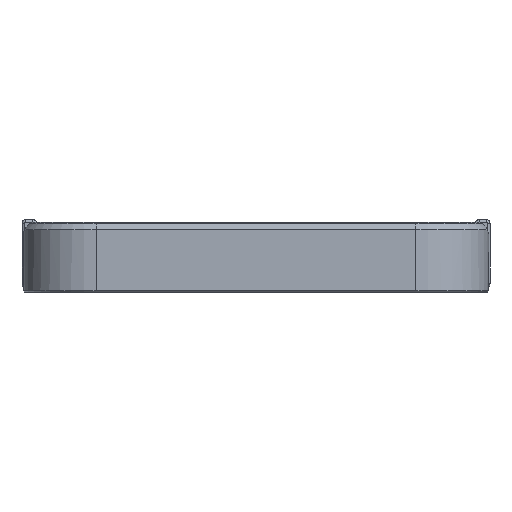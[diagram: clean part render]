
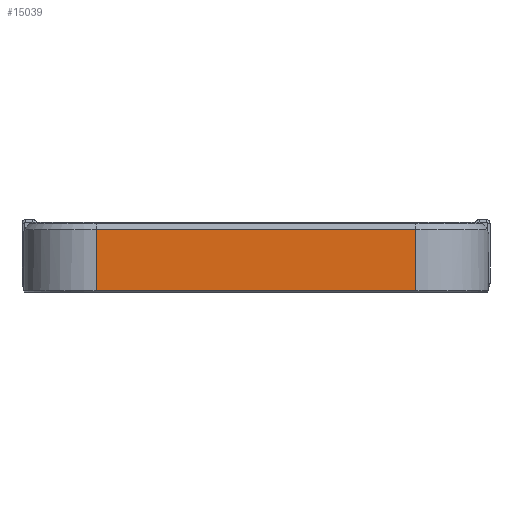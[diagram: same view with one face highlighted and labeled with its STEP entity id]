
A CAD part, front view. The second image highlights one B-rep face of the part: STEP entity #15039.
In plain terms, the highlighted planar face has unit normal (0, -1, 0).
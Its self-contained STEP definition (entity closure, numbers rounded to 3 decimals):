
#1359=FACE_OUTER_BOUND('',#2225,.T.);
#2225=EDGE_LOOP('',(#12689,#12690,#12691,#12692));
#3766=LINE('',#23774,#5483);
#3892=LINE('',#24140,#5609);
#3957=LINE('',#24783,#5674);
#3970=LINE('',#24814,#5687);
#5483=VECTOR('',#18753,10.);
#5609=VECTOR('',#19125,10.);
#5674=VECTOR('',#19384,10.);
#5687=VECTOR('',#19421,10.);
#6953=VERTEX_POINT('',#23768);
#6954=VERTEX_POINT('',#23772);
#7021=VERTEX_POINT('',#24138);
#7076=VERTEX_POINT('',#24775);
#8778=EDGE_CURVE('',#6954,#6953,#3766,.T.);
#8927=EDGE_CURVE('',#6954,#7021,#3892,.T.);
#9034=EDGE_CURVE('',#6953,#7076,#3957,.T.);
#9050=EDGE_CURVE('',#7076,#7021,#3970,.T.);
#12689=ORIENTED_EDGE('',*,*,#8778,.F.);
#12690=ORIENTED_EDGE('',*,*,#8927,.T.);
#12691=ORIENTED_EDGE('',*,*,#9050,.F.);
#12692=ORIENTED_EDGE('',*,*,#9034,.F.);
#14431=PLANE('',#16050);
#15039=ADVANCED_FACE('',(#1359),#14431,.T.);
#16050=AXIS2_PLACEMENT_3D('',#24815,#19422,#19423);
#18753=DIRECTION('',(-1.,0.,0.));
#19125=DIRECTION('',(0.,0.,1.));
#19384=DIRECTION('',(0.,0.,1.));
#19421=DIRECTION('',(1.,0.,0.));
#19422=DIRECTION('center_axis',(0.,-1.,0.));
#19423=DIRECTION('ref_axis',(-1.,0.,0.));
#23768=CARTESIAN_POINT('',(-44.,-50.,-1.55));
#23772=CARTESIAN_POINT('',(44.,-50.,-1.55));
#23774=CARTESIAN_POINT('',(22.,-50.,-1.55));
#24138=CARTESIAN_POINT('',(44.,-50.,15.3));
#24140=CARTESIAN_POINT('',(44.,-50.,0.));
#24775=CARTESIAN_POINT('',(-44.,-50.,15.3));
#24783=CARTESIAN_POINT('',(-44.,-50.,0.));
#24814=CARTESIAN_POINT('',(22.,-50.,15.3));
#24815=CARTESIAN_POINT('Origin',(44.,-50.,0.));
